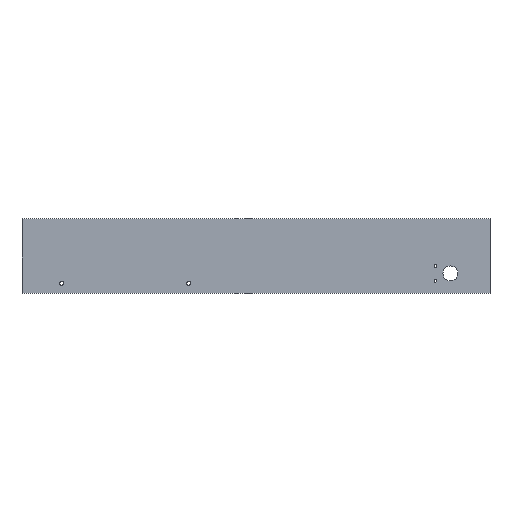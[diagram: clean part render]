
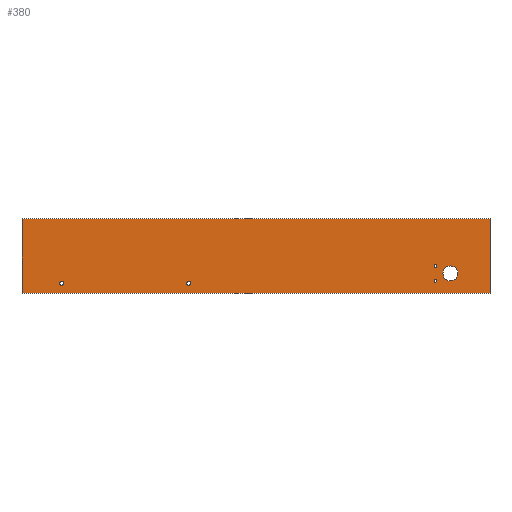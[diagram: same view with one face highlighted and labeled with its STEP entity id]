
A CAD part, top view. The second image highlights one B-rep face of the part: STEP entity #380.
In plain terms, the highlighted planar face has unit normal (0, 0, 1).
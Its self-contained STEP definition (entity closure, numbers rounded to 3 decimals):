
#19=FACE_BOUND('',#87,.T.);
#20=FACE_BOUND('',#88,.T.);
#21=FACE_BOUND('',#89,.T.);
#22=FACE_BOUND('',#90,.T.);
#23=FACE_BOUND('',#91,.T.);
#38=PLANE('',#436);
#60=FACE_OUTER_BOUND('',#86,.T.);
#86=EDGE_LOOP('',(#329,#330,#331,#332));
#87=EDGE_LOOP('',(#333));
#88=EDGE_LOOP('',(#334));
#89=EDGE_LOOP('',(#335));
#90=EDGE_LOOP('',(#336));
#91=EDGE_LOOP('',(#337));
#102=LINE('',#567,#130);
#108=LINE('',#582,#136);
#115=LINE('',#596,#143);
#125=LINE('',#652,#153);
#130=VECTOR('',#452,10.);
#136=VECTOR('',#464,10.);
#143=VECTOR('',#477,10.);
#153=VECTOR('',#547,10.);
#161=CIRCLE('',#410,1.4);
#163=CIRCLE('',#413,1.4);
#165=CIRCLE('',#416,7.5);
#171=CIRCLE('',#427,2.);
#173=CIRCLE('',#430,2.);
#179=VERTEX_POINT('',#564);
#180=VERTEX_POINT('',#566);
#186=VERTEX_POINT('',#580);
#190=VERTEX_POINT('',#594);
#193=VERTEX_POINT('',#602);
#195=VERTEX_POINT('',#608);
#197=VERTEX_POINT('',#614);
#203=VERTEX_POINT('',#632);
#205=VERTEX_POINT('',#638);
#212=EDGE_CURVE('',#180,#179,#102,.T.);
#220=EDGE_CURVE('',#179,#186,#108,.T.);
#227=EDGE_CURVE('',#190,#186,#115,.T.);
#230=EDGE_CURVE('',#193,#193,#161,.T.);
#233=EDGE_CURVE('',#195,#195,#163,.T.);
#236=EDGE_CURVE('',#197,#197,#165,.T.);
#243=EDGE_CURVE('',#203,#203,#171,.T.);
#246=EDGE_CURVE('',#205,#205,#173,.T.);
#253=EDGE_CURVE('',#180,#190,#125,.T.);
#329=ORIENTED_EDGE('',*,*,#212,.T.);
#330=ORIENTED_EDGE('',*,*,#220,.T.);
#331=ORIENTED_EDGE('',*,*,#227,.F.);
#332=ORIENTED_EDGE('',*,*,#253,.F.);
#333=ORIENTED_EDGE('',*,*,#230,.T.);
#334=ORIENTED_EDGE('',*,*,#233,.T.);
#335=ORIENTED_EDGE('',*,*,#236,.T.);
#336=ORIENTED_EDGE('',*,*,#243,.T.);
#337=ORIENTED_EDGE('',*,*,#246,.T.);
#380=ADVANCED_FACE('',(#60,#19,#20,#21,#22,#23),#38,.T.);
#410=AXIS2_PLACEMENT_3D('',#603,#484,#485);
#413=AXIS2_PLACEMENT_3D('',#609,#491,#492);
#416=AXIS2_PLACEMENT_3D('',#615,#498,#499);
#427=AXIS2_PLACEMENT_3D('',#633,#521,#522);
#430=AXIS2_PLACEMENT_3D('',#639,#528,#529);
#436=AXIS2_PLACEMENT_3D('',#651,#545,#546);
#452=DIRECTION('',(0.,1.,0.));
#464=DIRECTION('',(-1.,0.,0.));
#477=DIRECTION('',(0.,1.,0.));
#484=DIRECTION('center_axis',(0.,0.,-1.));
#485=DIRECTION('ref_axis',(1.,0.,0.));
#491=DIRECTION('center_axis',(0.,0.,-1.));
#492=DIRECTION('ref_axis',(1.,0.,0.));
#498=DIRECTION('center_axis',(0.,0.,-1.));
#499=DIRECTION('ref_axis',(1.,0.,0.));
#521=DIRECTION('center_axis',(0.,0.,-1.));
#522=DIRECTION('ref_axis',(1.,0.,0.));
#528=DIRECTION('center_axis',(0.,0.,-1.));
#529=DIRECTION('ref_axis',(1.,0.,0.));
#545=DIRECTION('center_axis',(0.,0.,1.));
#546=DIRECTION('ref_axis',(0.,1.,0.));
#547=DIRECTION('',(-1.,0.,0.));
#564=CARTESIAN_POINT('',(0.,43.,-186.267));
#566=CARTESIAN_POINT('',(0.,-32.,-186.267));
#567=CARTESIAN_POINT('',(0.,-32.,-186.267));
#580=CARTESIAN_POINT('',(-472.,43.,-186.267));
#582=CARTESIAN_POINT('',(0.,43.,-186.267));
#594=CARTESIAN_POINT('',(-472.,-32.,-186.267));
#596=CARTESIAN_POINT('',(-472.,-32.,-186.267));
#602=CARTESIAN_POINT('',(-56.4,-19.5,-186.267));
#603=CARTESIAN_POINT('Origin',(-55.,-19.5,-186.267));
#608=CARTESIAN_POINT('',(-56.4,-4.5,-186.267));
#609=CARTESIAN_POINT('Origin',(-55.,-4.5,-186.267));
#614=CARTESIAN_POINT('',(-47.5,-12.,-186.267));
#615=CARTESIAN_POINT('Origin',(-40.,-12.,-186.267));
#632=CARTESIAN_POINT('',(-434.,-22.,-186.267));
#633=CARTESIAN_POINT('Origin',(-432.,-22.,-186.267));
#638=CARTESIAN_POINT('',(-306.,-22.,-186.267));
#639=CARTESIAN_POINT('Origin',(-304.,-22.,-186.267));
#651=CARTESIAN_POINT('Origin',(0.,-32.,-186.267));
#652=CARTESIAN_POINT('',(0.,-32.,-186.267));
